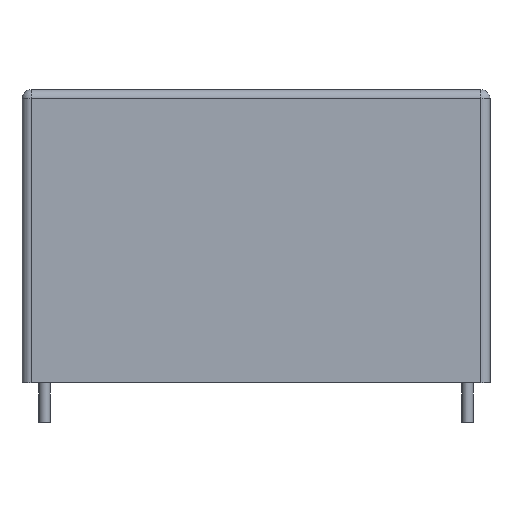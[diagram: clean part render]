
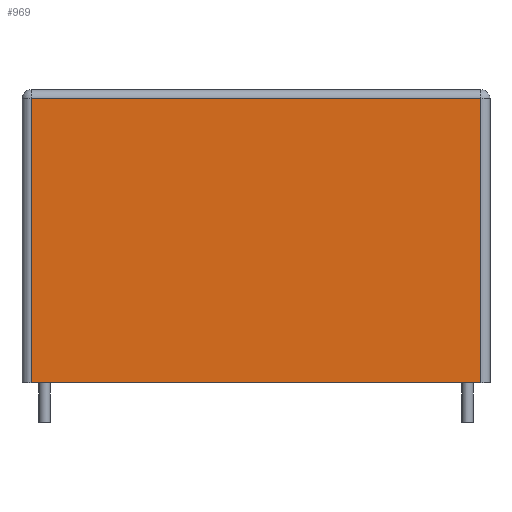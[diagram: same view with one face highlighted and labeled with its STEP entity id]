
A CAD part, front view. The second image highlights one B-rep face of the part: STEP entity #969.
In plain terms, the highlighted planar face has unit normal (0, -1, 0).
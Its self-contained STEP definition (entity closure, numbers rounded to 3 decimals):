
#492 = PLANE('',#493);
#493 = AXIS2_PLACEMENT_3D('',#494,#495,#496);
#494 = CARTESIAN_POINT('',(-20.75,-7.5,0.));
#495 = DIRECTION('',(0.,0.,1.));
#496 = DIRECTION('',(1.,0.,0.));
#574 = CYLINDRICAL_SURFACE('',#575,0.8);
#575 = AXIS2_PLACEMENT_3D('',#576,#577,#578);
#576 = CARTESIAN_POINT('',(-19.95,-6.7,0.));
#577 = DIRECTION('',(0.,0.,1.));
#578 = DIRECTION('',(-1.,0.,0.));
#591 = VERTEX_POINT('',#592);
#592 = CARTESIAN_POINT('',(-19.95,-7.5,0.));
#614 = EDGE_CURVE('',#591,#615,#617,.T.);
#615 = VERTEX_POINT('',#616);
#616 = CARTESIAN_POINT('',(19.95,-7.5,0.));
#617 = SURFACE_CURVE('',#618,(#622,#629),.PCURVE_S1.);
#618 = LINE('',#619,#620);
#619 = CARTESIAN_POINT('',(-20.75,-7.5,0.));
#620 = VECTOR('',#621,1.);
#621 = DIRECTION('',(1.,0.,0.));
#622 = PCURVE('',#492,#623);
#623 = DEFINITIONAL_REPRESENTATION('',(#624),#628);
#624 = LINE('',#625,#626);
#625 = CARTESIAN_POINT('',(0.,0.));
#626 = VECTOR('',#627,1.);
#627 = DIRECTION('',(1.,0.));
#628 = ( GEOMETRIC_REPRESENTATION_CONTEXT(2) 
PARAMETRIC_REPRESENTATION_CONTEXT() REPRESENTATION_CONTEXT('2D SPACE',''
  ) );
#629 = PCURVE('',#630,#635);
#630 = PLANE('',#631);
#631 = AXIS2_PLACEMENT_3D('',#632,#633,#634);
#632 = CARTESIAN_POINT('',(-20.75,-7.5,0.));
#633 = DIRECTION('',(0.,1.,0.));
#634 = DIRECTION('',(0.,0.,1.));
#635 = DEFINITIONAL_REPRESENTATION('',(#636),#640);
#636 = LINE('',#637,#638);
#637 = CARTESIAN_POINT('',(0.,0.));
#638 = VECTOR('',#639,1.);
#639 = DIRECTION('',(0.,1.));
#640 = ( GEOMETRIC_REPRESENTATION_CONTEXT(2) 
PARAMETRIC_REPRESENTATION_CONTEXT() REPRESENTATION_CONTEXT('2D SPACE',''
  ) );
#663 = CYLINDRICAL_SURFACE('',#664,0.8);
#664 = AXIS2_PLACEMENT_3D('',#665,#666,#667);
#665 = CARTESIAN_POINT('',(19.95,-6.7,0.));
#666 = DIRECTION('',(0.,0.,1.));
#667 = DIRECTION('',(1.,0.,0.));
#790 = EDGE_CURVE('',#591,#791,#793,.T.);
#791 = VERTEX_POINT('',#792);
#792 = CARTESIAN_POINT('',(-19.95,-7.5,25.2));
#793 = SURFACE_CURVE('',#794,(#798,#805),.PCURVE_S1.);
#794 = LINE('',#795,#796);
#795 = CARTESIAN_POINT('',(-19.95,-7.5,0.));
#796 = VECTOR('',#797,1.);
#797 = DIRECTION('',(0.,0.,1.));
#798 = PCURVE('',#574,#799);
#799 = DEFINITIONAL_REPRESENTATION('',(#800),#804);
#800 = LINE('',#801,#802);
#801 = CARTESIAN_POINT('',(1.571,0.));
#802 = VECTOR('',#803,1.);
#803 = DIRECTION('',(0.,1.));
#804 = ( GEOMETRIC_REPRESENTATION_CONTEXT(2) 
PARAMETRIC_REPRESENTATION_CONTEXT() REPRESENTATION_CONTEXT('2D SPACE',''
  ) );
#805 = PCURVE('',#630,#806);
#806 = DEFINITIONAL_REPRESENTATION('',(#807),#811);
#807 = LINE('',#808,#809);
#808 = CARTESIAN_POINT('',(0.,0.8));
#809 = VECTOR('',#810,1.);
#810 = DIRECTION('',(1.,0.));
#811 = ( GEOMETRIC_REPRESENTATION_CONTEXT(2) 
PARAMETRIC_REPRESENTATION_CONTEXT() REPRESENTATION_CONTEXT('2D SPACE',''
  ) );
#969 = ADVANCED_FACE('',(#970),#630,.F.);
#970 = FACE_BOUND('',#971,.F.);
#971 = EDGE_LOOP('',(#972,#973,#974,#1002));
#972 = ORIENTED_EDGE('',*,*,#614,.F.);
#973 = ORIENTED_EDGE('',*,*,#790,.T.);
#974 = ORIENTED_EDGE('',*,*,#975,.T.);
#975 = EDGE_CURVE('',#791,#976,#978,.T.);
#976 = VERTEX_POINT('',#977);
#977 = CARTESIAN_POINT('',(19.95,-7.5,25.2));
#978 = SURFACE_CURVE('',#979,(#983,#990),.PCURVE_S1.);
#979 = LINE('',#980,#981);
#980 = CARTESIAN_POINT('',(-20.75,-7.5,25.2));
#981 = VECTOR('',#982,1.);
#982 = DIRECTION('',(1.,0.,0.));
#983 = PCURVE('',#630,#984);
#984 = DEFINITIONAL_REPRESENTATION('',(#985),#989);
#985 = LINE('',#986,#987);
#986 = CARTESIAN_POINT('',(25.2,0.));
#987 = VECTOR('',#988,1.);
#988 = DIRECTION('',(0.,1.));
#989 = ( GEOMETRIC_REPRESENTATION_CONTEXT(2) 
PARAMETRIC_REPRESENTATION_CONTEXT() REPRESENTATION_CONTEXT('2D SPACE',''
  ) );
#990 = PCURVE('',#991,#996);
#991 = CYLINDRICAL_SURFACE('',#992,0.8);
#992 = AXIS2_PLACEMENT_3D('',#993,#994,#995);
#993 = CARTESIAN_POINT('',(-20.75,-6.7,25.2));
#994 = DIRECTION('',(1.,0.,0.));
#995 = DIRECTION('',(0.,-1.,0.));
#996 = DEFINITIONAL_REPRESENTATION('',(#997),#1001);
#997 = LINE('',#998,#999);
#998 = CARTESIAN_POINT('',(-0.,0.));
#999 = VECTOR('',#1000,1.);
#1000 = DIRECTION('',(-0.,1.));
#1001 = ( GEOMETRIC_REPRESENTATION_CONTEXT(2) 
PARAMETRIC_REPRESENTATION_CONTEXT() REPRESENTATION_CONTEXT('2D SPACE',''
  ) );
#1002 = ORIENTED_EDGE('',*,*,#1003,.F.);
#1003 = EDGE_CURVE('',#615,#976,#1004,.T.);
#1004 = SURFACE_CURVE('',#1005,(#1009,#1016),.PCURVE_S1.);
#1005 = LINE('',#1006,#1007);
#1006 = CARTESIAN_POINT('',(19.95,-7.5,0.));
#1007 = VECTOR('',#1008,1.);
#1008 = DIRECTION('',(0.,0.,1.));
#1009 = PCURVE('',#630,#1010);
#1010 = DEFINITIONAL_REPRESENTATION('',(#1011),#1015);
#1011 = LINE('',#1012,#1013);
#1012 = CARTESIAN_POINT('',(0.,40.7));
#1013 = VECTOR('',#1014,1.);
#1014 = DIRECTION('',(1.,0.));
#1015 = ( GEOMETRIC_REPRESENTATION_CONTEXT(2) 
PARAMETRIC_REPRESENTATION_CONTEXT() REPRESENTATION_CONTEXT('2D SPACE',''
  ) );
#1016 = PCURVE('',#663,#1017);
#1017 = DEFINITIONAL_REPRESENTATION('',(#1018),#1022);
#1018 = LINE('',#1019,#1020);
#1019 = CARTESIAN_POINT('',(-1.571,0.));
#1020 = VECTOR('',#1021,1.);
#1021 = DIRECTION('',(-0.,1.));
#1022 = ( GEOMETRIC_REPRESENTATION_CONTEXT(2) 
PARAMETRIC_REPRESENTATION_CONTEXT() REPRESENTATION_CONTEXT('2D SPACE',''
  ) );
